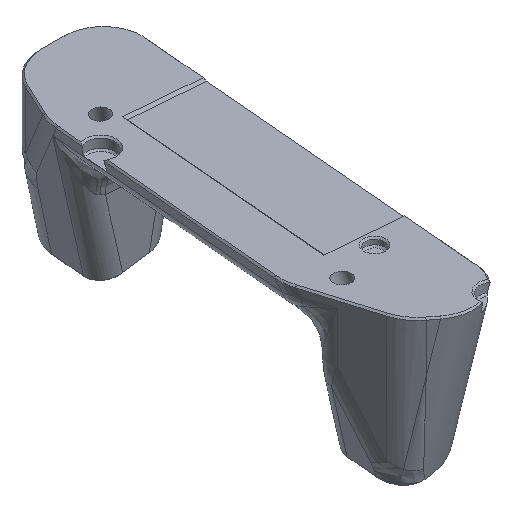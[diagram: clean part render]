
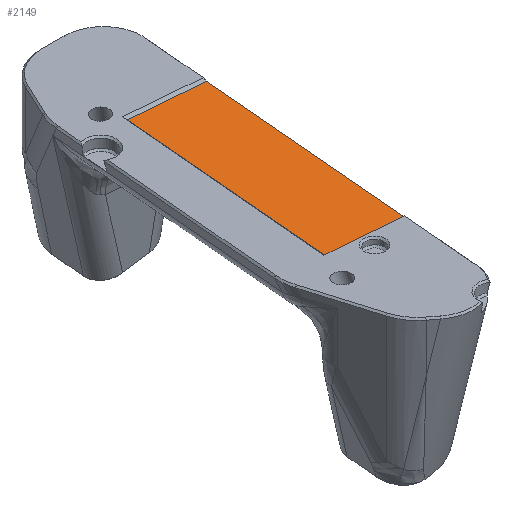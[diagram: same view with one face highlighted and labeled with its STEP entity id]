
A CAD part, isometric view. The second image highlights one B-rep face of the part: STEP entity #2149.
In plain terms, the highlighted planar face has unit normal (0, 0, 1).
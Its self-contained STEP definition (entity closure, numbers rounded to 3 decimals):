
#246=PLANE('',#2310);
#375=FACE_OUTER_BOUND('',#519,.T.);
#519=EDGE_LOOP('',(#1837,#1838,#1839,#1840));
#577=LINE('',#2891,#715);
#580=LINE('',#2897,#718);
#582=LINE('',#2901,#720);
#684=LINE('',#4268,#822);
#715=VECTOR('',#2423,10.);
#718=VECTOR('',#2428,10.);
#720=VECTOR('',#2432,10.);
#822=VECTOR('',#2690,10.);
#906=VERTEX_POINT('',#2888);
#907=VERTEX_POINT('',#2890);
#909=VERTEX_POINT('',#2896);
#910=VERTEX_POINT('',#2900);
#1104=EDGE_CURVE('',#906,#907,#577,.T.);
#1107=EDGE_CURVE('',#907,#909,#580,.T.);
#1109=EDGE_CURVE('',#909,#910,#582,.T.);
#1338=EDGE_CURVE('',#910,#906,#684,.T.);
#1837=ORIENTED_EDGE('',*,*,#1104,.F.);
#1838=ORIENTED_EDGE('',*,*,#1338,.F.);
#1839=ORIENTED_EDGE('',*,*,#1109,.F.);
#1840=ORIENTED_EDGE('',*,*,#1107,.F.);
#2149=ADVANCED_FACE('',(#375),#246,.F.);
#2310=AXIS2_PLACEMENT_3D('',#4267,#2688,#2689);
#2423=DIRECTION('',(-0.996,0.085,0.));
#2428=DIRECTION('',(0.085,0.996,0.));
#2432=DIRECTION('',(0.996,-0.085,0.));
#2688=DIRECTION('center_axis',(0.,0.,-1.));
#2689=DIRECTION('ref_axis',(-1.,0.,0.));
#2690=DIRECTION('',(-0.085,-0.996,0.));
#2888=CARTESIAN_POINT('',(9.787,36.386,-7.9));
#2890=CARTESIAN_POINT('',(-8.503,37.955,-7.9));
#2891=CARTESIAN_POINT('',(5.144,36.785,-7.9));
#2896=CARTESIAN_POINT('',(-3.873,91.931,-7.9));
#2897=CARTESIAN_POINT('',(-7.371,51.15,-7.9));
#2900=CARTESIAN_POINT('',(14.418,90.362,-7.9));
#2901=CARTESIAN_POINT('',(0.278,91.575,-7.9));
#4267=CARTESIAN_POINT('Origin',(2.711,64.18,-7.9));
#4268=CARTESIAN_POINT('',(14.437,90.588,-7.9));
